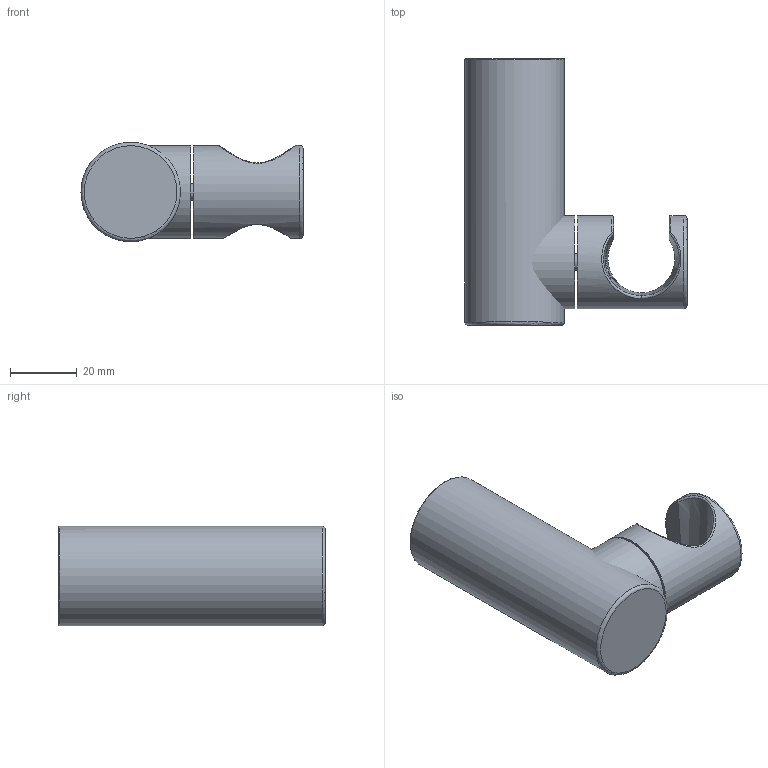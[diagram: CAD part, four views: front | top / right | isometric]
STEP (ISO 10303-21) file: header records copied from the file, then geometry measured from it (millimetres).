
FILE_DESCRIPTION(/* description */ (''),/* implementation_level */ '2;1');
FILE_NAME(/* name */ '3D_TVC000458000_Universal.step',/* time_stamp */ '2022-12-06T16:27:04+01:00',/* author */ (''),/* organization */ (''),/* preprocessor_version */ 'ST-DEVELOPER v19.2',/* originating_system */ 'Autodesk Translation Framework v11.17.0.187',/* authorisation */ '');
FILE_SCHEMA (('AUTOMOTIVE_DESIGN { 1 0 10303 214 3 1 1 }'));
Length unit declared in the file: millimetre
Products named in the file (12): (Nicht gespeichert); SQEW0000-P1_ASM; STDB000-XX; STDB001-XX; STRR00-XX; STDB003-P1; STST000L-XX; STMB0111-XX; STST1111-XX; STQT002K-XX; STST0039-XX; STLP0005-XX
Assembly tree (14 placements, depth 3):
  (Nicht gespeichert)
    SQEW0000-P1_ASM
      STDB000-XX
      STDB001-XX
    STRR00-XX
    STDB003-P1
    STST000L-XX
    STST1111-XX  x2
    STMB0111-XX
    STQT002K-XX
    STST0039-XX  x2
    STLP0005-XX  x2
Bounding box: 66.6 x 80 x 29.8 mm (x, y, z)
Volume: 74569.2 mm3; surface area: 16192.1 mm2
Topology: 4 solids, 4 shells, 44 faces, 100 edges, 67 vertices
Faces by surface type: plane 19, cone 8, cylinder 7, torus 6, bspline 4
Full cylindrical faces by diameter (mm): 5 x1, 5.5 x1, 8 x1, 8.5 x1, 27.9 x2, 29.8 x1
Entity records: 4110 total; most frequent: CARTESIAN_POINT 2789, DIRECTION 247, ORIENTED_EDGE 200, AXIS2_PLACEMENT_3D 107, EDGE_CURVE 100, VERTEX_POINT 67, EDGE_LOOP 49, FACE_OUTER_BOUND 44
